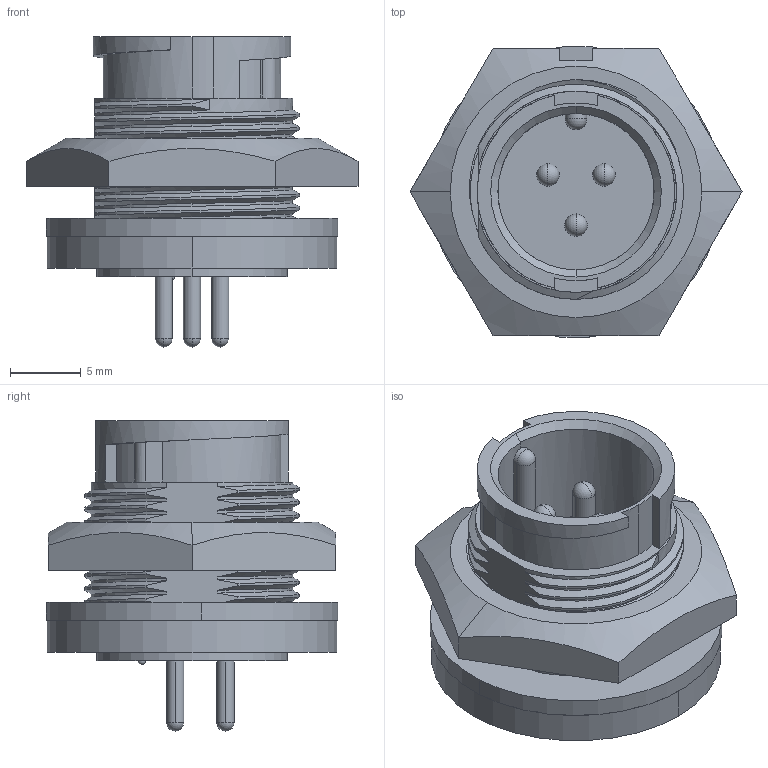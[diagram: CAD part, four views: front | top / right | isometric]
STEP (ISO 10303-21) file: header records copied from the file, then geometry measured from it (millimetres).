
FILE_DESCRIPTION (( 'STEP AP203' ), '1' );
FILE_NAME ('7381-3PG-300.STEP', '2015-11-16T20:39:18', ( '' ), ( '' ), 'SwSTEP 2.0', 'SolidWorks 2014', '' );
FILE_SCHEMA (( 'CONFIG_CONTROL_DESIGN' ));
Length unit declared in the file: inch
Products named in the file (1): 7381-3PG-300
Bounding box: 23.46 x 20.58 x 21.92 mm (x, y, z)
Volume: 3062.5 mm3; surface area: 2928.9 mm2
Topology: 2 solids, 2 shells, 153 faces, 429 edges, 278 vertices
Faces by surface type: cylinder 78, plane 33, bspline 24, sphere 14, cone 4
Entity records: 11207 total; most frequent: CARTESIAN_POINT 7694, ORIENTED_EDGE 826, DIRECTION 604, EDGE_CURVE 413, VERTEX_POINT 276, AXIS2_PLACEMENT_3D 226, EDGE_LOOP 167, FACE_OUTER_BOUND 153
